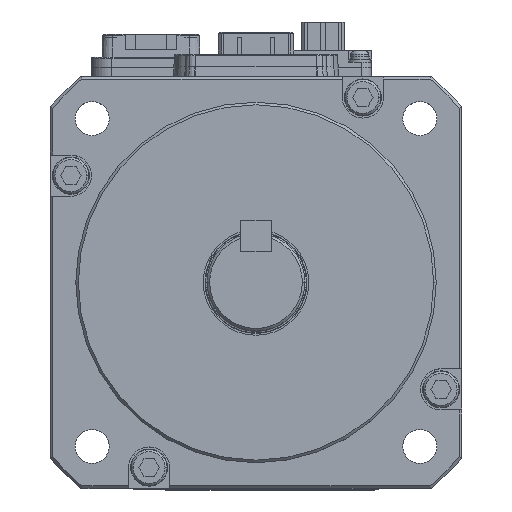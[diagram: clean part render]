
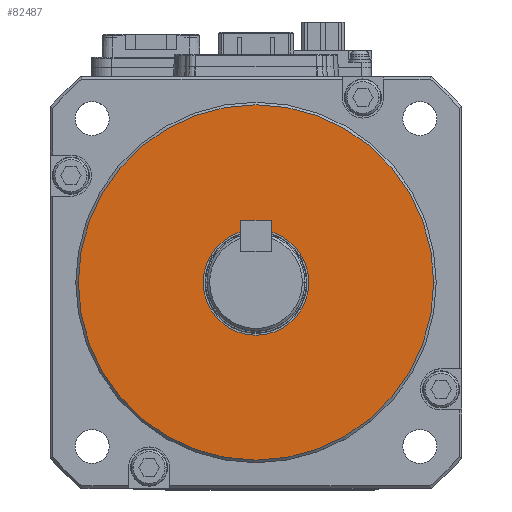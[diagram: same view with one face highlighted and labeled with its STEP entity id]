
A CAD part, top view. The second image highlights one B-rep face of the part: STEP entity #82487.
In plain terms, the highlighted planar face has unit normal (0, 0, 1).
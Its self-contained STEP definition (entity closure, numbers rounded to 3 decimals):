
#3610 = CARTESIAN_POINT ( 'NONE',  ( 0., 0., 59.5 ) ) ;
#3628 = DIRECTION ( 'NONE',  ( 1., 0., 0. ) ) ;
#3678 = DIRECTION ( 'NONE',  ( 0., 0., 1. ) ) ;
#3909 = CARTESIAN_POINT ( 'NONE',  ( 0., 0., 59.5 ) ) ;
#3932 = DIRECTION ( 'NONE',  ( 0., 0., 1. ) ) ;
#3968 = DIRECTION ( 'NONE',  ( 1., 0., 0. ) ) ;
#4798 = CARTESIAN_POINT ( 'NONE',  ( 0., 0., 59.5 ) ) ;
#4813 = DIRECTION ( 'NONE',  ( 0., 0., 1. ) ) ;
#4819 = DIRECTION ( 'NONE',  ( 1., 0., 0. ) ) ;
#5096 = CIRCLE ( 'NONE', #5117, 34.5 ) ;
#5117 = AXIS2_PLACEMENT_3D ( 'NONE', #3610, #3678, #3628 ) ;
#5299 = AXIS2_PLACEMENT_3D ( 'NONE', #3909, #3932, #3968 ) ;
#5305 = CIRCLE ( 'NONE', #5299, 10.25 ) ;
#5589 = CIRCLE ( 'NONE', #5591, 10.25 ) ;
#5591 = AXIS2_PLACEMENT_3D ( 'NONE', #4798, #4813, #4819 ) ;
#5693 = CIRCLE ( 'NONE', #5695, 34.5 ) ;
#5695 = AXIS2_PLACEMENT_3D ( 'NONE', #7084, #7071, #7100 ) ;
#7071 = DIRECTION ( 'NONE',  ( 0., 0., 1. ) ) ;
#7084 = CARTESIAN_POINT ( 'NONE',  ( 0., 0., 59.5 ) ) ;
#7100 = DIRECTION ( 'NONE',  ( 1., 0., 0. ) ) ;
#9626 = CARTESIAN_POINT ( 'NONE',  ( 34.5, 0., 59.5 ) ) ;
#9670 = CARTESIAN_POINT ( 'NONE',  ( -34.5, 0., 59.5 ) ) ;
#9701 = CARTESIAN_POINT ( 'NONE',  ( -10.25, 0., 59.5 ) ) ;
#9791 = CARTESIAN_POINT ( 'NONE',  ( 10.25, 0., 59.5 ) ) ;
#30660 = PLANE ( 'NONE',  #85285 ) ;
#30690 = FACE_BOUND ( 'NONE', #47436, .T. ) ;
#30697 = FACE_OUTER_BOUND ( 'NONE', #47321, .T. ) ;
#30708 = CARTESIAN_POINT ( 'NONE',  ( 0., 0., 59.5 ) ) ;
#30709 = DIRECTION ( 'NONE',  ( 1., 0., 0. ) ) ;
#30730 = DIRECTION ( 'NONE',  ( 0., 0., 1. ) ) ;
#47321 = EDGE_LOOP ( 'NONE', ( #71969, #71943 ) ) ;
#47436 = EDGE_LOOP ( 'NONE', ( #71944, #71945 ) ) ;
#67800 = VERTEX_POINT ( 'NONE', #9670 ) ;
#67818 = VERTEX_POINT ( 'NONE', #9626 ) ;
#67947 = VERTEX_POINT ( 'NONE', #9701 ) ;
#68023 = VERTEX_POINT ( 'NONE', #9791 ) ;
#71943 = ORIENTED_EDGE ( 'NONE', *, *, #90596, .T. ) ;
#71944 = ORIENTED_EDGE ( 'NONE', *, *, #90717, .F. ) ;
#71945 = ORIENTED_EDGE ( 'NONE', *, *, #90977, .F. ) ;
#71969 = ORIENTED_EDGE ( 'NONE', *, *, #91075, .T. ) ;
#82487 = ADVANCED_FACE ( 'NONE', ( #30697, #30690 ), #30660, .T. ) ;
#85285 = AXIS2_PLACEMENT_3D ( 'NONE', #30708, #30730, #30709 ) ;
#90596 = EDGE_CURVE ( 'NONE', #67818, #67800, #5096, .T. ) ;
#90717 = EDGE_CURVE ( 'NONE', #67947, #68023, #5305, .T. ) ;
#90977 = EDGE_CURVE ( 'NONE', #68023, #67947, #5589, .T. ) ;
#91075 = EDGE_CURVE ( 'NONE', #67800, #67818, #5693, .T. ) ;
